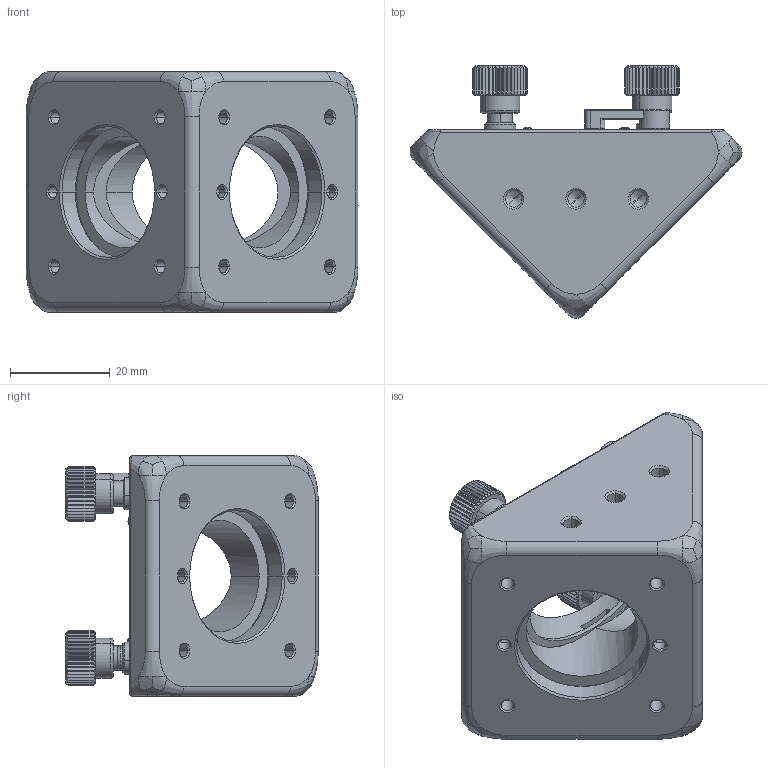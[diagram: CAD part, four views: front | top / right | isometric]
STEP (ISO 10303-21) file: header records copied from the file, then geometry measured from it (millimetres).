
FILE_DESCRIPTION (( 'STEP AP203' ), '1' );
FILE_NAME ('CSRA1-AE.STEP', '2025-06-18T02:16:22', ( '' ), ( '' ), 'SwSTEP 2.0', 'SolidWorks 2020', '' );
FILE_SCHEMA (( 'CONFIG_CONTROL_DESIGN' ));
Length unit declared in the file: millimetre
Products named in the file (1): CSRA1-AE
Bounding box: 66.65 x 50.69 x 48.3 mm (x, y, z)
Volume: 46333.7 mm3; surface area: 24668.9 mm2
Topology: 27 solids, 27 shells, 1447 faces, 3719 edges, 2311 vertices
Faces by surface type: plane 655, cylinder 384, cone 208, bspline 139, torus 39, sphere 22
Entity records: 62306 total; most frequent: CARTESIAN_POINT 28749, ORIENTED_EDGE 7242, DIRECTION 6488, EDGE_CURVE 3621, VERTEX_POINT 2305, AXIS2_PLACEMENT_3D 2289, LINE 1910, VECTOR 1910
